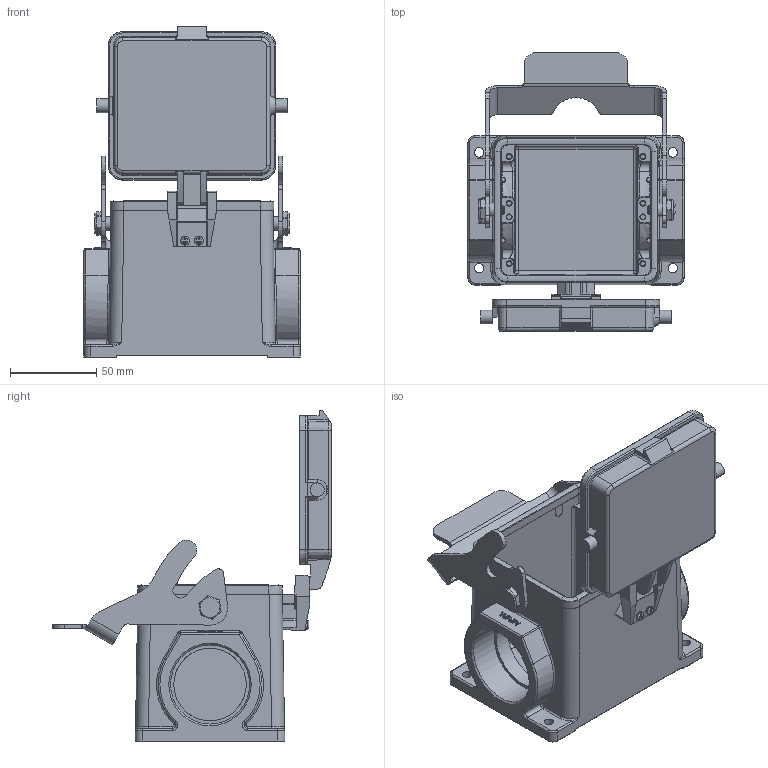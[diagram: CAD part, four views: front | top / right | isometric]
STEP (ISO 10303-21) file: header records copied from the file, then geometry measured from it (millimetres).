
FILE_DESCRIPTION(/* description */ (''),/* implementation_level */ '2;1');
FILE_NAME(/* name */ '3D_1240322651013_HV32B-SF-1L_S-CV-PG36_V1.1.stp',/* time_stamp */ '2024-01-05T12:55:37+08:00',/* author */ (''),/* organization */ (''),/* preprocessor_version */ 'ST-DEVELOPER v18.1',/* originating_system */ 'SIEMENS PLM Software NX 1980',/* authorisation */ '');
FILE_SCHEMA (('AP203_CONFIGURATION_CONTROLLED_3D_DESIGN_OF_MECHANICAL_PARTS_AND_ASSEMBLIES_MIM_LF { 1 0 10303 403 2 1 2}'));
Products named in the file (1): _model1
Bounding box: 125 x 161.5 x 191.61 mm (x, y, z)
Surface area: 139578.2 mm2 (no closed solid volume)
Topology: 0 solids, 1 shells, 1125 faces, 2942 edges, 1836 vertices
Faces by surface type: cylinder 455, plane 410, bspline 120, torus 72, cone 44, sphere 24
Full cylindrical faces by diameter (mm): 3 x87, 3.5 x8, 4 x2, 4.8 x2, 4.9 x2, 5.2 x2, 5.5 x4, 5.838 x1, 7.9 x2, 8 x2, 8.1 x2, 42 x1, 45.7 x2
Entity records: 59340 total; most frequent: CARTESIAN_POINT 34734, ORIENTED_EDGE 5142, DIRECTION 5083, EDGE_CURVE 2571, AXIS2_PLACEMENT_3D 1896, VERTEX_POINT 1627, LINE 1291, VECTOR 1291
